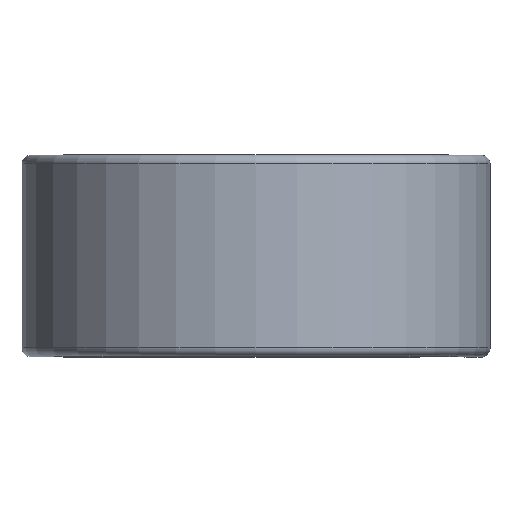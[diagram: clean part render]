
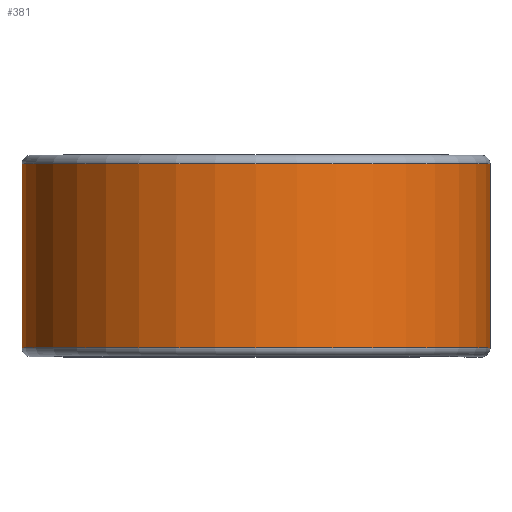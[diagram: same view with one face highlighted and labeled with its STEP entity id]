
A CAD part, top view. The second image highlights one B-rep face of the part: STEP entity #381.
In plain terms, the highlighted cylindrical face has radius 20.269 mm (diameter 40.538 mm), a partial arc.
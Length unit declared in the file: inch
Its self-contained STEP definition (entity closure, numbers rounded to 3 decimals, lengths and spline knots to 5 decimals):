
#33 = AXIS2_PLACEMENT_3D ( 'NONE', #183, #1606, #387 ) ;
#46 = CARTESIAN_POINT ( 'NONE',  ( 0.798, 0.31375, 0. ) ) ;
#53 = ORIENTED_EDGE ( 'NONE', *, *, #1237, .F. ) ;
#112 = CIRCLE ( 'NONE', #1024, 0.798 ) ;
#130 = VERTEX_POINT ( 'NONE', #2237 ) ;
#156 = DIRECTION ( 'NONE',  ( 0., -1., 0. ) ) ;
#172 = VERTEX_POINT ( 'NONE', #2087 ) ;
#183 = CARTESIAN_POINT ( 'NONE',  ( 0., 0.31375, 0. ) ) ;
#227 = ORIENTED_EDGE ( 'NONE', *, *, #1605, .F. ) ;
#243 = VERTEX_POINT ( 'NONE', #46 ) ;
#381 = ADVANCED_FACE ( 'NONE', ( #442 ), #2322, .T. ) ;
#387 = DIRECTION ( 'NONE',  ( 0., 0., -1. ) ) ;
#442 = FACE_OUTER_BOUND ( 'NONE', #1124, .T. ) ;
#607 = LINE ( 'NONE', #1787, #1113 ) ;
#617 = VECTOR ( 'NONE', #847, 39.37008 ) ;
#647 = CARTESIAN_POINT ( 'NONE',  ( 0., 0.31375, -0.798 ) ) ;
#768 = VERTEX_POINT ( 'NONE', #2061 ) ;
#847 = DIRECTION ( 'NONE',  ( 0., 1., 0. ) ) ;
#1015 = CIRCLE ( 'NONE', #33, 0.798 ) ;
#1024 = AXIS2_PLACEMENT_3D ( 'NONE', #1369, #156, #1584 ) ;
#1113 = VECTOR ( 'NONE', #1379, 39.37008 ) ;
#1124 = EDGE_LOOP ( 'NONE', ( #1524, #2051, #53, #227 ) ) ;
#1237 = EDGE_CURVE ( 'NONE', #768, #172, #1617, .T. ) ;
#1369 = CARTESIAN_POINT ( 'NONE',  ( 0., -0.31375, 0. ) ) ;
#1379 = DIRECTION ( 'NONE',  ( 0., 1., 0. ) ) ;
#1524 = ORIENTED_EDGE ( 'NONE', *, *, #1641, .T. ) ;
#1584 = DIRECTION ( 'NONE',  ( 0., 0., -1. ) ) ;
#1605 = EDGE_CURVE ( 'NONE', #130, #768, #112, .T. ) ;
#1606 = DIRECTION ( 'NONE',  ( 0., -1., 0. ) ) ;
#1617 = LINE ( 'NONE', #647, #617 ) ;
#1641 = EDGE_CURVE ( 'NONE', #130, #243, #607, .T. ) ;
#1656 = EDGE_CURVE ( 'NONE', #243, #172, #1015, .T. ) ;
#1775 = AXIS2_PLACEMENT_3D ( 'NONE', #1942, #2244, #1927 ) ;
#1787 = CARTESIAN_POINT ( 'NONE',  ( 0.798, 0.31375, 0. ) ) ;
#1927 = DIRECTION ( 'NONE',  ( 0., 0., -1. ) ) ;
#1942 = CARTESIAN_POINT ( 'NONE',  ( 0., 0.3125, 0. ) ) ;
#2051 = ORIENTED_EDGE ( 'NONE', *, *, #1656, .T. ) ;
#2061 = CARTESIAN_POINT ( 'NONE',  ( 0., -0.31375, -0.798 ) ) ;
#2087 = CARTESIAN_POINT ( 'NONE',  ( 0., 0.31375, -0.798 ) ) ;
#2237 = CARTESIAN_POINT ( 'NONE',  ( 0.798, -0.31375, 0. ) ) ;
#2244 = DIRECTION ( 'NONE',  ( 0., -1., 0. ) ) ;
#2322 = CYLINDRICAL_SURFACE ( 'NONE', #1775, 0.798 ) ;
